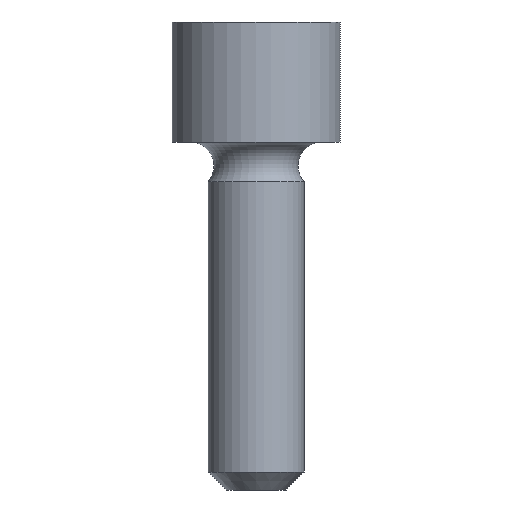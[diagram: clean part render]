
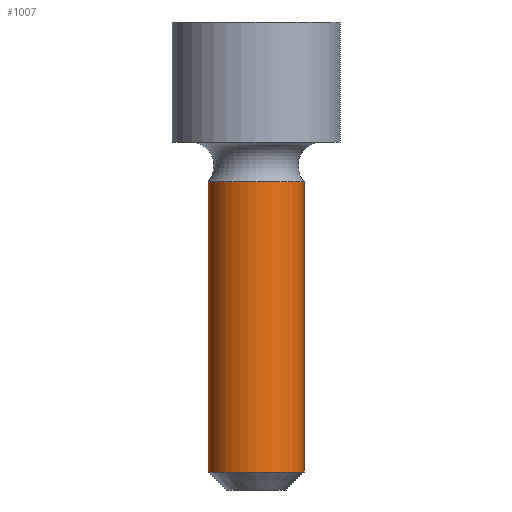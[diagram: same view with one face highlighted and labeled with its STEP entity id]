
A CAD part, front view. The second image highlights one B-rep face of the part: STEP entity #1007.
In plain terms, the highlighted cylindrical face has radius 0.4 mm (diameter 0.8 mm), a full revolution.
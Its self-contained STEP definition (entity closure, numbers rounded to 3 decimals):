
#16=CYLINDRICAL_SURFACE('',#1066,0.4);
#23=CIRCLE('',#1065,0.4);
#24=CIRCLE('',#1067,0.4);
#25=CIRCLE('',#1068,0.4);
#117=FACE_OUTER_BOUND('',#174,.T.);
#174=EDGE_LOOP('',(#876,#877,#878,#879,#880));
#315=LINE('',#1997,#397);
#397=VECTOR('',#1227,0.4);
#490=VERTEX_POINT('',#1989);
#491=VERTEX_POINT('',#1993);
#492=VERTEX_POINT('',#1994);
#632=EDGE_CURVE('',#490,#490,#23,.T.);
#634=EDGE_CURVE('',#491,#492,#24,.T.);
#635=EDGE_CURVE('',#492,#491,#25,.T.);
#636=EDGE_CURVE('',#492,#490,#315,.T.);
#876=ORIENTED_EDGE('',*,*,#634,.F.);
#877=ORIENTED_EDGE('',*,*,#635,.F.);
#878=ORIENTED_EDGE('',*,*,#636,.T.);
#879=ORIENTED_EDGE('',*,*,#632,.T.);
#880=ORIENTED_EDGE('',*,*,#636,.F.);
#1007=ADVANCED_FACE('',(#117),#16,.T.);
#1065=AXIS2_PLACEMENT_3D('',#1990,#1218,#1219);
#1066=AXIS2_PLACEMENT_3D('',#1992,#1221,#1222);
#1067=AXIS2_PLACEMENT_3D('',#1995,#1223,#1224);
#1068=AXIS2_PLACEMENT_3D('',#1996,#1225,#1226);
#1218=DIRECTION('center_axis',(0.,0.,1.));
#1219=DIRECTION('ref_axis',(0.,-1.,0.));
#1221=DIRECTION('center_axis',(0.,0.,1.));
#1222=DIRECTION('ref_axis',(0.,-1.,0.));
#1223=DIRECTION('center_axis',(0.,0.,1.));
#1224=DIRECTION('ref_axis',(0.,-1.,0.));
#1225=DIRECTION('center_axis',(0.,0.,1.));
#1226=DIRECTION('ref_axis',(0.,-1.,0.));
#1227=DIRECTION('',(0.,0.,-1.));
#1989=CARTESIAN_POINT('',(0.,0.4,-2.75));
#1990=CARTESIAN_POINT('Origin',(0.,0.,-2.75));
#1992=CARTESIAN_POINT('Origin',(0.,0.,-1.541));
#1993=CARTESIAN_POINT('',(-0.4,0.,-0.332));
#1994=CARTESIAN_POINT('',(0.,0.4,-0.332));
#1995=CARTESIAN_POINT('Origin',(0.,0.,-0.332));
#1996=CARTESIAN_POINT('Origin',(0.,0.,-0.332));
#1997=CARTESIAN_POINT('',(0.,0.4,-1.541));
